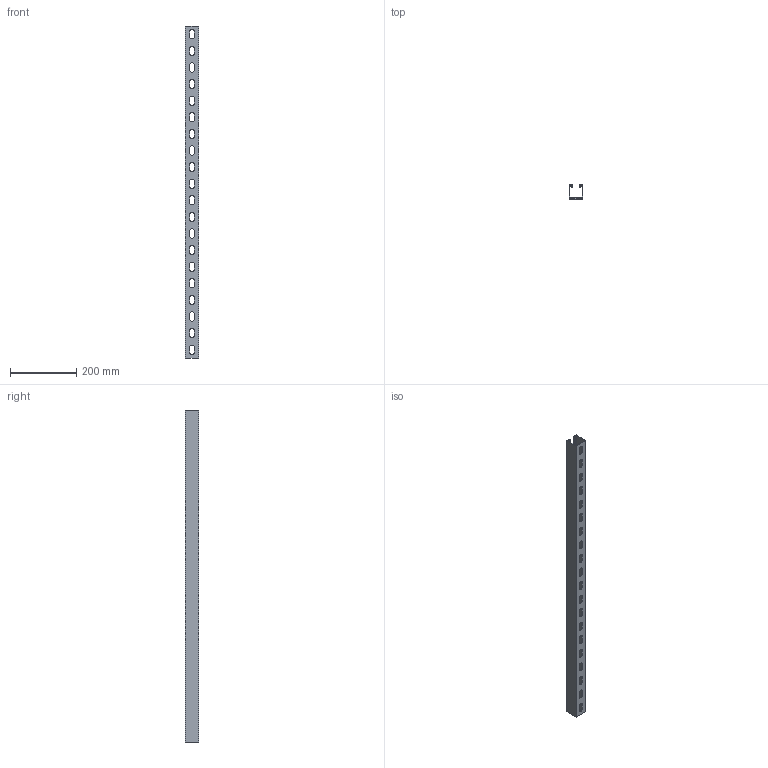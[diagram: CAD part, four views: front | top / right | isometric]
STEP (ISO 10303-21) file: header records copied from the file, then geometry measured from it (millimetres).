
FILE_DESCRIPTION (( 'STEP AP214' ), '1' );
FILE_NAME ('1122970.stp', '2019-08-22T08:39:29', ( '' ), ( '' ), 'SwSTEP 2.0', 'SolidWorks 2018', '' );
FILE_SCHEMA (( 'AUTOMOTIVE_DESIGN' ));
Length unit declared in the file: millimetre
Products named in the file (1): 1122970
Bounding box: 41 x 41 x 1000 mm (x, y, z)
Volume: 270002.5 mm3; surface area: 277449.8 mm2
Topology: 1 solids, 1 shells, 142 faces, 420 edges, 280 vertices
Faces by surface type: plane 82, cylinder 60
Entity records: 4878 total; most frequent: CARTESIAN_POINT 843, ORIENTED_EDGE 840, DIRECTION 826, EDGE_CURVE 420, LINE 300, VECTOR 300, VERTEX_POINT 280, AXIS2_PLACEMENT_3D 263
